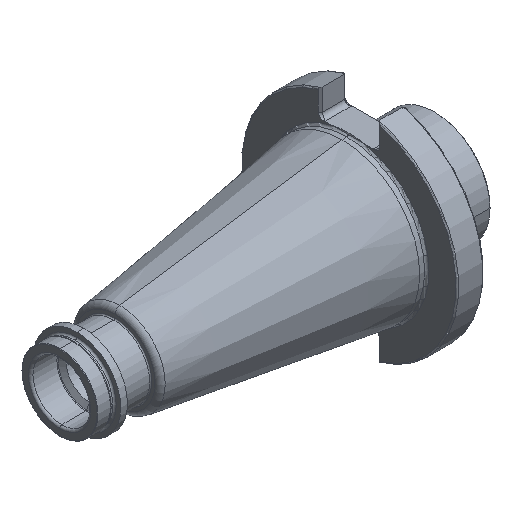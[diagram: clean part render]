
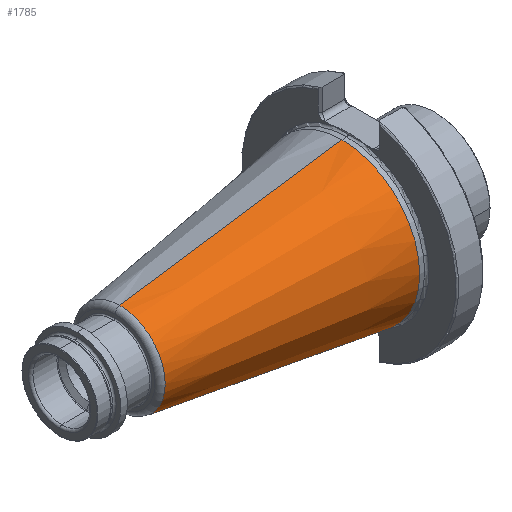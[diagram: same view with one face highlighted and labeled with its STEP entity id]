
A CAD part, isometric view. The second image highlights one B-rep face of the part: STEP entity #1785.
In plain terms, the highlighted conical face has half-angle 8.297 degrees and reference radius 34.925 mm.
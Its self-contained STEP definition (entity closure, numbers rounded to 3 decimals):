
#122 = ORIENTED_EDGE ( 'NONE', *, *, #3729, .T. ) ;
#156 = VERTEX_POINT ( 'NONE', #2437 ) ;
#256 = CARTESIAN_POINT ( 'NONE',  ( 0., 0., 34.925 ) ) ;
#355 = EDGE_CURVE ( 'NONE', #2779, #156, #412, .T. ) ;
#374 = DIRECTION ( 'NONE',  ( 0., 0., -1. ) ) ;
#412 = CIRCLE ( 'NONE', #4231, 20.377 ) ;
#419 = CARTESIAN_POINT ( 'NONE',  ( 0., 0., 0. ) ) ;
#438 = EDGE_LOOP ( 'NONE', ( #3313, #3703, #122, #3975 ) ) ;
#468 = EDGE_CURVE ( 'NONE', #557, #3992, #2013, .T. ) ;
#557 = VERTEX_POINT ( 'NONE', #4613 ) ;
#618 = AXIS2_PLACEMENT_3D ( 'NONE', #419, #3939, #374 ) ;
#871 = DIRECTION ( 'NONE',  ( 0., 0., 1. ) ) ;
#1785 = ADVANCED_FACE ( 'NONE', ( #2920 ), #3452, .T. ) ;
#1899 = CARTESIAN_POINT ( 'NONE',  ( -99.761, 0., -20.377 ) ) ;
#2013 = CIRCLE ( 'NONE', #4615, 34.925 ) ;
#2124 = LINE ( 'NONE', #3856, #3892 ) ;
#2380 = DIRECTION ( 'NONE',  ( 0.99, 0., 0.144 ) ) ;
#2384 = DIRECTION ( 'NONE',  ( -1., 0., 0. ) ) ;
#2437 = CARTESIAN_POINT ( 'NONE',  ( -99.761, 0., 20.377 ) ) ;
#2529 = CARTESIAN_POINT ( 'NONE',  ( 0., 0., 0. ) ) ;
#2779 = VERTEX_POINT ( 'NONE', #1899 ) ;
#2813 = DIRECTION ( 'NONE',  ( 0.99, 0., -0.144 ) ) ;
#2920 = FACE_OUTER_BOUND ( 'NONE', #438, .T. ) ;
#2995 = CARTESIAN_POINT ( 'NONE',  ( -99.761, 0., 0. ) ) ;
#3313 = ORIENTED_EDGE ( 'NONE', *, *, #4084, .F. ) ;
#3452 = CONICAL_SURFACE ( 'NONE', #618, 34.925, 0.145 ) ;
#3490 = CARTESIAN_POINT ( 'NONE',  ( 0., 0., 34.925 ) ) ;
#3557 = DIRECTION ( 'NONE',  ( 0., 0., 1. ) ) ;
#3577 = VECTOR ( 'NONE', #2380, 1000. ) ;
#3703 = ORIENTED_EDGE ( 'NONE', *, *, #355, .F. ) ;
#3729 = EDGE_CURVE ( 'NONE', #2779, #557, #2124, .T. ) ;
#3856 = CARTESIAN_POINT ( 'NONE',  ( 0., 0., -34.925 ) ) ;
#3892 = VECTOR ( 'NONE', #2813, 1000. ) ;
#3900 = DIRECTION ( 'NONE',  ( -1., 0., 0. ) ) ;
#3939 = DIRECTION ( 'NONE',  ( 1., 0., 0. ) ) ;
#3975 = ORIENTED_EDGE ( 'NONE', *, *, #468, .T. ) ;
#3992 = VERTEX_POINT ( 'NONE', #3490 ) ;
#4084 = EDGE_CURVE ( 'NONE', #156, #3992, #4147, .T. ) ;
#4147 = LINE ( 'NONE', #256, #3577 ) ;
#4231 = AXIS2_PLACEMENT_3D ( 'NONE', #2995, #2384, #871 ) ;
#4613 = CARTESIAN_POINT ( 'NONE',  ( 0., 0., -34.925 ) ) ;
#4615 = AXIS2_PLACEMENT_3D ( 'NONE', #2529, #3900, #3557 ) ;
